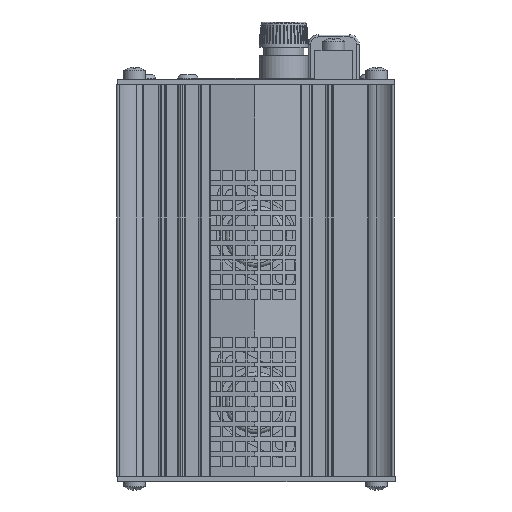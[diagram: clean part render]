
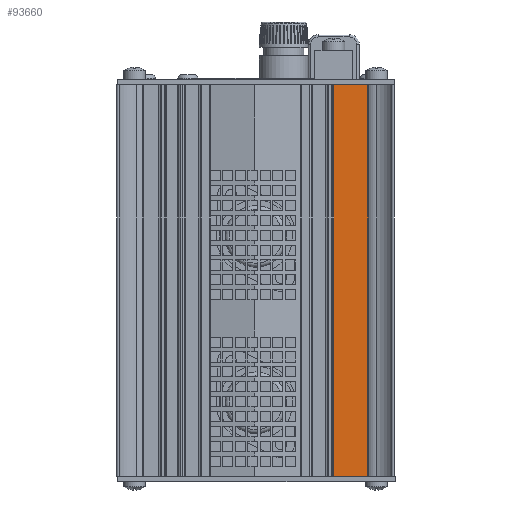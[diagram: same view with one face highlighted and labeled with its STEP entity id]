
A CAD part, left-side view. The second image highlights one B-rep face of the part: STEP entity #93660.
In plain terms, the highlighted planar face has unit normal (-1, 0, 0).
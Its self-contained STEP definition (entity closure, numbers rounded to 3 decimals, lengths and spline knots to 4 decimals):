
#4285=FACE_OUTER_BOUND('',#9216,.T.);
#9216=EDGE_LOOP('',(#63808,#63809,#63810,#63811));
#17156=LINE('',#130540,#28364);
#17157=LINE('',#130544,#28365);
#17158=LINE('',#130546,#28366);
#17159=LINE('',#130547,#28367);
#28364=VECTOR('',#105167,0.3937);
#28365=VECTOR('',#105172,0.3937);
#28366=VECTOR('',#105173,0.3937);
#28367=VECTOR('',#105174,0.3937);
#39601=VERTEX_POINT('',#130537);
#39602=VERTEX_POINT('',#130539);
#39603=VERTEX_POINT('',#130543);
#39604=VERTEX_POINT('',#130545);
#49105=EDGE_CURVE('',#39602,#39601,#17156,.T.);
#49107=EDGE_CURVE('',#39601,#39603,#17157,.T.);
#49108=EDGE_CURVE('',#39604,#39603,#17158,.T.);
#49109=EDGE_CURVE('',#39602,#39604,#17159,.T.);
#63808=ORIENTED_EDGE('',*,*,#49107,.T.);
#63809=ORIENTED_EDGE('',*,*,#49108,.F.);
#63810=ORIENTED_EDGE('',*,*,#49109,.F.);
#63811=ORIENTED_EDGE('',*,*,#49105,.T.);
#89137=PLANE('',#98896);
#93660=ADVANCED_FACE('',(#4285),#89137,.T.);
#98896=AXIS2_PLACEMENT_3D('',#130542,#105170,#105171);
#105167=DIRECTION('',(0.,0.,-1.));
#105170=DIRECTION('center_axis',(-1.,0.,0.));
#105171=DIRECTION('ref_axis',(0.,0.,1.));
#105172=DIRECTION('',(0.,-1.,0.));
#105173=DIRECTION('',(0.,0.,-1.));
#105174=DIRECTION('',(0.,-1.,0.));
#130537=CARTESIAN_POINT('',(-4.3011,3.2294,-4.858));
#130539=CARTESIAN_POINT('',(-4.3011,3.2294,0.));
#130540=CARTESIAN_POINT('',(-4.3011,3.2294,0.));
#130542=CARTESIAN_POINT('Origin',(-4.3011,2.8297,0.));
#130543=CARTESIAN_POINT('',(-4.3011,2.6997,-4.858));
#130544=CARTESIAN_POINT('',(-4.3011,2.8297,-4.858));
#130545=CARTESIAN_POINT('',(-4.3011,2.6997,0.));
#130546=CARTESIAN_POINT('',(-4.3011,2.6997,0.));
#130547=CARTESIAN_POINT('',(-4.3011,3.2294,0.));
